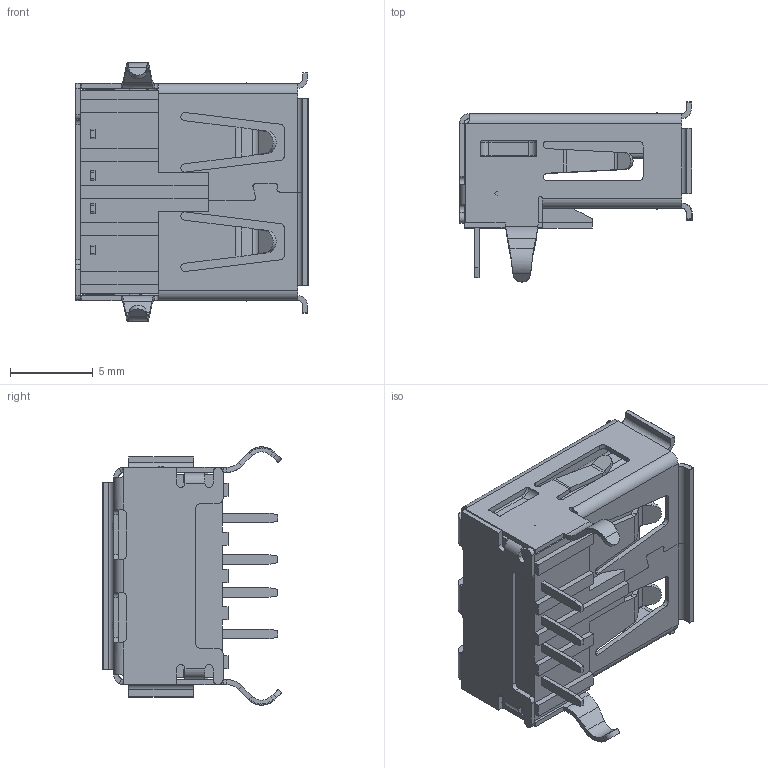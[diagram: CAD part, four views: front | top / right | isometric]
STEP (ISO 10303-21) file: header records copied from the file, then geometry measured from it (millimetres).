
FILE_DESCRIPTION(/* description */ (''),/* implementation_level */ '2;1');
FILE_NAME(/* name */ '8968A-A04C00RWA.stp',/* time_stamp */ '2020-05-26T15:02:47+02:00',/* author */ ('W. Blom'),/* organization */ (''),/* preprocessor_version */ 'ST-DEVELOPER v17',/* originating_system */ 'Autodesk Inventor 2019',/* authorisation */ '');
FILE_SCHEMA (('AUTOMOTIVE_DESIGN { 1 0 10303 214 3 1 1 }'));
Length unit declared in the file: millimetre
Products named in the file (1): 8968A-A04C00RWA
Bounding box: 14.05 x 10.85 x 15.6 mm (x, y, z)
Volume: 475.5 mm3; surface area: 1750.6 mm2
Topology: 14 solids, 19 shells, 564 faces, 1453 edges, 920 vertices
Faces by surface type: plane 352, cylinder 142, bspline 62, torus 8
Entity records: 19516 total; most frequent: CARTESIAN_POINT 5550, ORIENTED_EDGE 2854, DIRECTION 2592, EDGE_CURVE 1456, LINE 1094, VECTOR 1094, VERTEX_POINT 926, AXIS2_PLACEMENT_3D 749
